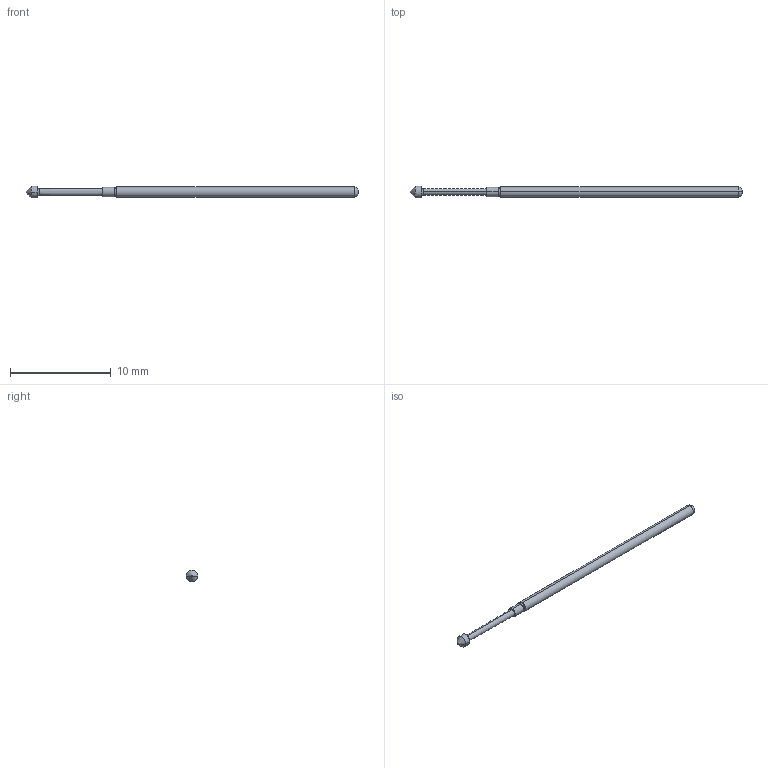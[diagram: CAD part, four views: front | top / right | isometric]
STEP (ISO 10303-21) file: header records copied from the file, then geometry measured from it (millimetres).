
FILE_DESCRIPTION (( 'STEP AP214' ), '1' );
FILE_NAME ('075-PR_2501_.STEP', '2018-03-06T16:30:14', ( '' ), ( '' ), 'SwSTEP 2.0', 'SolidWorks 2017', '' );
FILE_SCHEMA (( 'AUTOMOTIVE_DESIGN' ));
Length unit declared in the file: inch
Products named in the file (1): 075-PR_2501_
Bounding box: 33.02 x 1.17 x 1.17 mm (x, y, z)
Volume: 23.6 mm3; surface area: 99.3 mm2
Topology: 1 solids, 1 shells, 25 faces, 50 edges, 28 vertices
Faces by surface type: cone 10, cylinder 6, torus 6, plane 3
Entity records: 1015 total; most frequent: DIRECTION 136, CARTESIAN_POINT 104, ORIENTED_EDGE 100, AXIS2_PLACEMENT_3D 60, EDGE_CURVE 50, CIRCLE 34, UNCERTAINTY_MEASURE_WITH_UNIT 28, VERTEX_POINT 28
